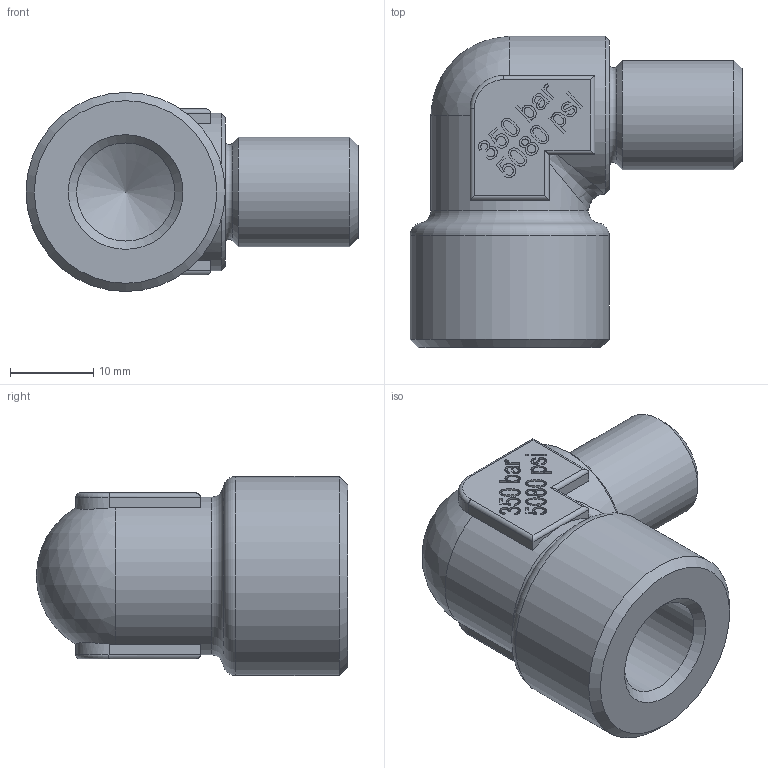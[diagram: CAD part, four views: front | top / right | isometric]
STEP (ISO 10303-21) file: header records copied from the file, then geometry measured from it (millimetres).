
FILE_DESCRIPTION(/* description */ ('Unknown'),/* implementation_level */ '2;1');
FILE_NAME(/* name */ '010005410',/* time_stamp */ '2020-06-15T16:06:47+02:00',/* author */ ('Unknown'),/* organization */ ('Unknown'),/* preprocessor_version */ 'ST-DEVELOPER v16.7',/* originating_system */ 'DEX',/* authorisation */ $);
FILE_SCHEMA (('AUTOMOTIVE_DESIGN {1 0 10303 214 3 1 1}'));
Length unit declared in the file: millimetre
Products named in the file (1): Part3
Bounding box: 40 x 37.5 x 24 mm (x, y, z)
Volume: 13976.3 mm3; surface area: 4796.8 mm2
Topology: 1 solids, 1 shells, 176 faces, 420 edges, 273 vertices
Faces by surface type: plane 100, bspline 34, cylinder 29, cone 7, torus 5, sphere 1
Full cylindrical faces by diameter (mm): 11.82 x2, 13.16 x1, 19 x2, 24 x1
Entity records: 8151 total; most frequent: CARTESIAN_POINT 3340, ORIENTED_EDGE 766, DIRECTION 579, EDGE_CURVE 383, VERTEX_POINT 263, FACE_BOUND 230, EDGE_LOOP 228, AXIS2_PLACEMENT_3D 213
